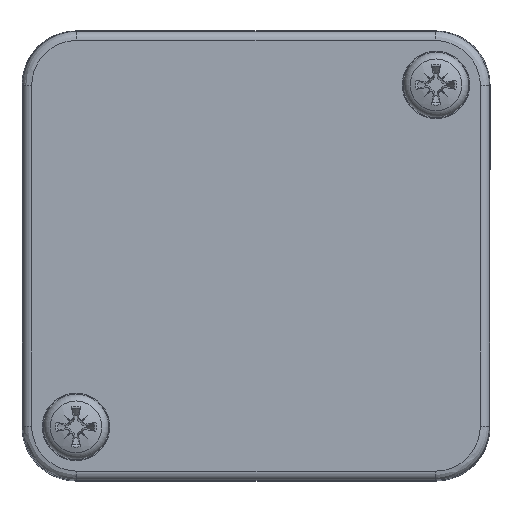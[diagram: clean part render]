
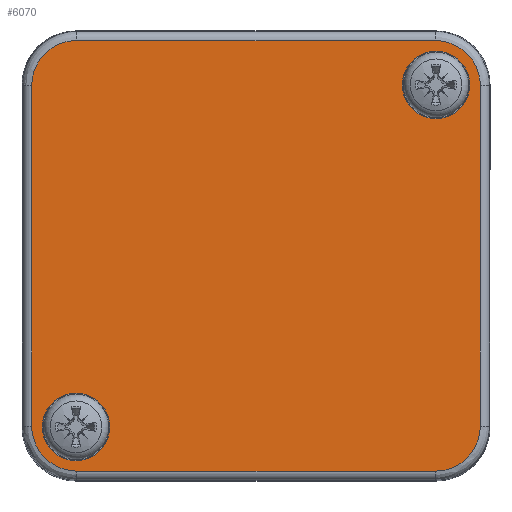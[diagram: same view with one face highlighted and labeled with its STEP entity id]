
A CAD part, top view. The second image highlights one B-rep face of the part: STEP entity #6070.
In plain terms, the highlighted face is planar.
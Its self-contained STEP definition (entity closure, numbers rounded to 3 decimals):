
#5491=CARTESIAN_POINT('',(45.922,1.289,-10.0));
#5492=VERTEX_POINT('',#5491);
#5500=CARTESIAN_POINT('',(50.921,6.288,-10.0));
#5501=VERTEX_POINT('',#5500);
#5502=CARTESIAN_POINT('',(45.921,6.289,-10.0));
#5503=DIRECTION('',(0.0,0.0,1.));
#5504=DIRECTION('',(0.707,-0.707,0.0));
#5505=AXIS2_PLACEMENT_3D('',#5502,#5503,#5504);
#5506=ELLIPSE('',#5505,5.,5.0);
#5507=EDGE_CURVE('',#5492,#5501,#5506,.T.);
#5535=CARTESIAN_POINT('',(6.078,1.289,-10.0));
#5536=VERTEX_POINT('',#5535);
#5544=CARTESIAN_POINT('',(6.078,1.289,-10.0));
#5545=DIRECTION('',(1.0,0.0,0.0));
#5546=VECTOR('',#5545,39.843);
#5547=LINE('',#5544,#5546);
#5548=EDGE_CURVE('',#5536,#5492,#5547,.T.);
#5565=CARTESIAN_POINT('',(50.921,44.132,-10.0));
#5566=VERTEX_POINT('',#5565);
#5583=CARTESIAN_POINT('',(50.921,6.288,-10.0));
#5584=DIRECTION('',(0.0,1.0,0.0));
#5585=VECTOR('',#5584,37.843);
#5586=LINE('',#5583,#5585);
#5587=EDGE_CURVE('',#5501,#5566,#5586,.T.);
#5651=CARTESIAN_POINT('',(1.079,6.288,-10.0));
#5652=VERTEX_POINT('',#5651);
#5660=CARTESIAN_POINT('',(6.079,6.289,-10.0));
#5661=DIRECTION('',(0.0,0.0,1.0));
#5662=DIRECTION('',(-0.707,-0.707,0.0));
#5663=AXIS2_PLACEMENT_3D('',#5660,#5661,#5662);
#5664=ELLIPSE('',#5663,5.,5.);
#5665=EDGE_CURVE('',#5652,#5536,#5664,.T.);
#5759=CARTESIAN_POINT('',(45.922,49.132,-10.0));
#5760=VERTEX_POINT('',#5759);
#5778=CARTESIAN_POINT('',(45.921,44.131,-10.0));
#5779=DIRECTION('',(0.0,0.0,1.));
#5780=DIRECTION('',(0.707,0.707,0.0));
#5781=AXIS2_PLACEMENT_3D('',#5778,#5779,#5780);
#5782=ELLIPSE('',#5781,5.,5.);
#5783=EDGE_CURVE('',#5566,#5760,#5782,.T.);
#5795=CARTESIAN_POINT('',(1.079,44.132,-10.0));
#5796=VERTEX_POINT('',#5795);
#5804=CARTESIAN_POINT('',(1.079,44.132,-10.0));
#5805=DIRECTION('',(0.0,-1.0,0.0));
#5806=VECTOR('',#5805,37.843);
#5807=LINE('',#5804,#5806);
#5808=EDGE_CURVE('',#5796,#5652,#5807,.T.);
#5825=CARTESIAN_POINT('',(6.078,49.132,-10.0));
#5826=VERTEX_POINT('',#5825);
#5843=CARTESIAN_POINT('',(45.922,49.132,-10.0));
#5844=DIRECTION('',(-1.0,0.0,0.0));
#5845=VECTOR('',#5844,39.843);
#5846=LINE('',#5843,#5845);
#5847=EDGE_CURVE('',#5760,#5826,#5846,.T.);
#5918=CARTESIAN_POINT('',(6.079,44.131,-10.0));
#5919=DIRECTION('',(0.0,0.0,1.));
#5920=DIRECTION('',(-0.707,0.707,0.0));
#5921=AXIS2_PLACEMENT_3D('',#5918,#5919,#5920);
#5922=ELLIPSE('',#5921,5.,5.);
#5923=EDGE_CURVE('',#5826,#5796,#5922,.T.);
#6033=CARTESIAN_POINT('',(26.,25.21,-10.0));
#6034=DIRECTION('',(0.0,0.0,1.0));
#6035=DIRECTION('',(1.0,0.0,0.0));
#6036=AXIS2_PLACEMENT_3D('',#6033,#6034,#6035);
#6037=PLANE('',#6036);
#6038=ORIENTED_EDGE('',*,*,#5507,.F.);
#6039=ORIENTED_EDGE('',*,*,#5548,.F.);
#6040=ORIENTED_EDGE('',*,*,#5665,.F.);
#6041=ORIENTED_EDGE('',*,*,#5808,.F.);
#6042=ORIENTED_EDGE('',*,*,#5923,.F.);
#6043=ORIENTED_EDGE('',*,*,#5847,.F.);
#6044=ORIENTED_EDGE('',*,*,#5783,.F.);
#6045=ORIENTED_EDGE('',*,*,#5587,.F.);
#6046=EDGE_LOOP('',(#6038,#6039,#6040,#6041,#6042,#6043,#6044,#6045));
#6047=FACE_OUTER_BOUND('',#6046,.T.);
#6048=CARTESIAN_POINT('',(2.25,44.21,-10.0));
#6049=VERTEX_POINT('',#6048);
#6050=CARTESIAN_POINT('',(6.,44.21,-10.0));
#6051=DIRECTION('',(0.0,0.0,1.0));
#6052=DIRECTION('',(1.0,0.0,0.0));
#6053=AXIS2_PLACEMENT_3D('',#6050,#6051,#6052);
#6054=CIRCLE('',#6053,3.75);
#6055=EDGE_CURVE('',#6049,#6049,#6054,.T.);
#6056=ORIENTED_EDGE('',*,*,#6055,.T.);
#6057=EDGE_LOOP('',(#6056));
#6058=FACE_BOUND('',#6057,.T.);
#6059=CARTESIAN_POINT('',(42.25,6.21,-10.0));
#6060=VERTEX_POINT('',#6059);
#6061=CARTESIAN_POINT('',(46.,6.21,-10.0));
#6062=DIRECTION('',(0.0,0.0,1.0));
#6063=DIRECTION('',(1.0,0.0,0.0));
#6064=AXIS2_PLACEMENT_3D('',#6061,#6062,#6063);
#6065=CIRCLE('',#6064,3.75);
#6066=EDGE_CURVE('',#6060,#6060,#6065,.T.);
#6067=ORIENTED_EDGE('',*,*,#6066,.T.);
#6068=EDGE_LOOP('',(#6067));
#6069=FACE_BOUND('',#6068,.T.);
#6070=ADVANCED_FACE('',(#6047,#6058,#6069),#6037,.F.);
